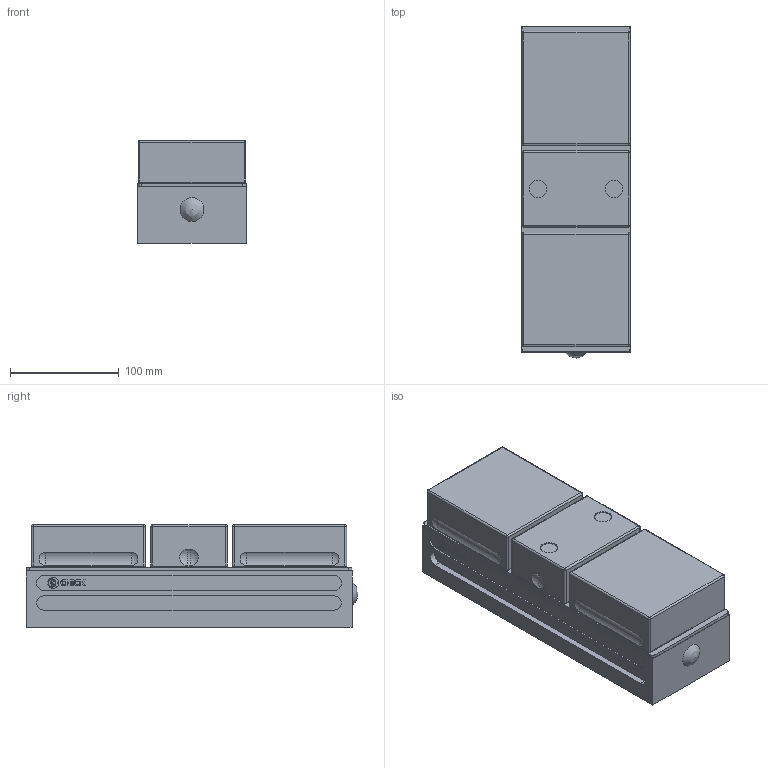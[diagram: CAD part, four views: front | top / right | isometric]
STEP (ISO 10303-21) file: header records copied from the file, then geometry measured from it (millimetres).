
FILE_DESCRIPTION((''),'2;1');
FILE_NAME('5QL1030-AL.stp','2015-03-11T14:15:22',('Dayne Stauffer'),(''),'Autodesk Inventor 2013','Autodesk Inventor 2013','');
FILE_SCHEMA(('AUTOMOTIVE_DESIGN { 1 0 10303 214 1 1 1 1 }'));
Length unit declared in the file: millimetre
Products named in the file (6): 5QL1030-AL; 5BAS1030-ALCM; 5CP1030-ST; 5DS1030-10-40; 5FJ1030-10-40; 5MJ1030-10-40
Assembly tree (6 placements, depth 3):
  5QL1030-AL
    5BAS1030-ALCM
    5CP1030-ST
    5DS1030-10-40
      5FJ1030-10-40
      5MJ1030-10-40  x2
Bounding box: 99.96 x 305.42 x 94.7 mm (x, y, z)
Volume: 2302961.9 mm3; surface area: 319070.2 mm2
Topology: 5 solids, 5 shells, 694 faces, 1692 edges, 1082 vertices
Faces by surface type: plane 337, cylinder 166, bspline 135, sphere 36, torus 18, cone 2
Full cylindrical faces by diameter (mm): 6.8 x6, 8.4 x2, 8.5 x2, 8.65 x2, 9 x6, 12 x2, 12.7 x4, 13.5 x2, 14 x4, 14.15 x6, 14.6 x6, 15 x6, 16 x2, 19.34 x6, 20 x8
Entity records: 19813 total; most frequent: CARTESIAN_POINT 5256, ORIENTED_EDGE 2908, DIRECTION 2557, EDGE_CURVE 1454, VERTEX_POINT 1001, VECTOR 867, LINE 867, EDGE_LOOP 865
